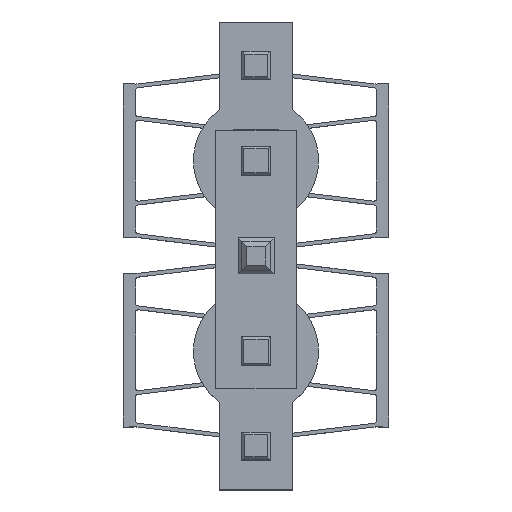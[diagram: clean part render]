
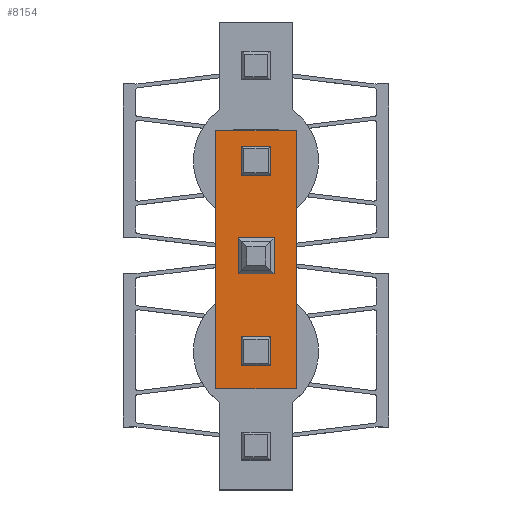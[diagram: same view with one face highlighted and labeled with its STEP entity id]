
A CAD part, top view. The second image highlights one B-rep face of the part: STEP entity #8154.
In plain terms, the highlighted planar face has unit normal (0, 0, 1).
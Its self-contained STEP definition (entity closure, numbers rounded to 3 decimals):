
#66=FACE_BOUND('',#1246,.T.);
#67=FACE_BOUND('',#1247,.T.);
#68=FACE_BOUND('',#1248,.T.);
#790=FACE_OUTER_BOUND('',#1245,.T.);
#1245=EDGE_LOOP('',(#7307,#7308,#7309,#7310));
#1246=EDGE_LOOP('',(#7311,#7312,#7313,#7314));
#1247=EDGE_LOOP('',(#7315,#7316,#7317,#7318));
#1248=EDGE_LOOP('',(#7319,#7320,#7321,#7322));
#2151=LINE('',#13296,#3103);
#2157=LINE('',#13307,#3109);
#2158=LINE('',#13310,#3110);
#2161=LINE('',#13315,#3113);
#2168=LINE('',#13330,#3120);
#2169=LINE('',#13332,#3121);
#2170=LINE('',#13334,#3122);
#2171=LINE('',#13335,#3123);
#2172=LINE('',#13338,#3124);
#2173=LINE('',#13340,#3125);
#2174=LINE('',#13342,#3126);
#2175=LINE('',#13343,#3127);
#2176=LINE('',#13346,#3128);
#2177=LINE('',#13348,#3129);
#2178=LINE('',#13350,#3130);
#2179=LINE('',#13351,#3131);
#3103=VECTOR('',#10952,10.);
#3109=VECTOR('',#10960,10.);
#3110=VECTOR('',#10963,10.);
#3113=VECTOR('',#10968,10.);
#3120=VECTOR('',#10981,10.);
#3121=VECTOR('',#10982,10.);
#3122=VECTOR('',#10983,10.);
#3123=VECTOR('',#10984,10.);
#3124=VECTOR('',#10985,10.);
#3125=VECTOR('',#10986,10.);
#3126=VECTOR('',#10987,10.);
#3127=VECTOR('',#10988,10.);
#3128=VECTOR('',#10989,10.);
#3129=VECTOR('',#10990,10.);
#3130=VECTOR('',#10991,10.);
#3131=VECTOR('',#10992,10.);
#3891=VERTEX_POINT('',#13294);
#3892=VERTEX_POINT('',#13295);
#3896=VERTEX_POINT('',#13305);
#3897=VERTEX_POINT('',#13309);
#3902=VERTEX_POINT('',#13328);
#3903=VERTEX_POINT('',#13329);
#3904=VERTEX_POINT('',#13331);
#3905=VERTEX_POINT('',#13333);
#3906=VERTEX_POINT('',#13336);
#3907=VERTEX_POINT('',#13337);
#3908=VERTEX_POINT('',#13339);
#3909=VERTEX_POINT('',#13341);
#3910=VERTEX_POINT('',#13344);
#3911=VERTEX_POINT('',#13345);
#3912=VERTEX_POINT('',#13347);
#3913=VERTEX_POINT('',#13349);
#5027=EDGE_CURVE('',#3891,#3892,#2151,.T.);
#5033=EDGE_CURVE('',#3896,#3891,#2157,.T.);
#5034=EDGE_CURVE('',#3897,#3896,#2158,.T.);
#5037=EDGE_CURVE('',#3892,#3897,#2161,.T.);
#5044=EDGE_CURVE('',#3902,#3903,#2168,.T.);
#5045=EDGE_CURVE('',#3903,#3904,#2169,.T.);
#5046=EDGE_CURVE('',#3904,#3905,#2170,.T.);
#5047=EDGE_CURVE('',#3905,#3902,#2171,.T.);
#5048=EDGE_CURVE('',#3906,#3907,#2172,.T.);
#5049=EDGE_CURVE('',#3907,#3908,#2173,.T.);
#5050=EDGE_CURVE('',#3908,#3909,#2174,.T.);
#5051=EDGE_CURVE('',#3909,#3906,#2175,.T.);
#5052=EDGE_CURVE('',#3910,#3911,#2176,.T.);
#5053=EDGE_CURVE('',#3911,#3912,#2177,.T.);
#5054=EDGE_CURVE('',#3912,#3913,#2178,.T.);
#5055=EDGE_CURVE('',#3913,#3910,#2179,.T.);
#7307=ORIENTED_EDGE('',*,*,#5044,.T.);
#7308=ORIENTED_EDGE('',*,*,#5045,.T.);
#7309=ORIENTED_EDGE('',*,*,#5046,.T.);
#7310=ORIENTED_EDGE('',*,*,#5047,.T.);
#7311=ORIENTED_EDGE('',*,*,#5048,.T.);
#7312=ORIENTED_EDGE('',*,*,#5049,.T.);
#7313=ORIENTED_EDGE('',*,*,#5050,.T.);
#7314=ORIENTED_EDGE('',*,*,#5051,.T.);
#7315=ORIENTED_EDGE('',*,*,#5052,.T.);
#7316=ORIENTED_EDGE('',*,*,#5053,.T.);
#7317=ORIENTED_EDGE('',*,*,#5054,.T.);
#7318=ORIENTED_EDGE('',*,*,#5055,.T.);
#7319=ORIENTED_EDGE('',*,*,#5027,.F.);
#7320=ORIENTED_EDGE('',*,*,#5033,.F.);
#7321=ORIENTED_EDGE('',*,*,#5034,.F.);
#7322=ORIENTED_EDGE('',*,*,#5037,.F.);
#7730=PLANE('',#8826);
#8154=ADVANCED_FACE('',(#790,#66,#67,#68),#7730,.T.);
#8826=AXIS2_PLACEMENT_3D('',#13327,#10979,#10980);
#10952=DIRECTION('',(-1.,0.,0.));
#10960=DIRECTION('',(0.,1.,0.));
#10963=DIRECTION('',(1.,0.,0.));
#10968=DIRECTION('',(0.,-1.,0.));
#10979=DIRECTION('center_axis',(0.,0.,1.));
#10980=DIRECTION('ref_axis',(1.,0.,0.));
#10981=DIRECTION('',(1.,0.,0.));
#10982=DIRECTION('',(0.,1.,0.));
#10983=DIRECTION('',(-1.,0.,0.));
#10984=DIRECTION('',(0.,-1.,0.));
#10985=DIRECTION('',(1.,0.,0.));
#10986=DIRECTION('',(0.,-1.,0.));
#10987=DIRECTION('',(-1.,0.,0.));
#10988=DIRECTION('',(0.,1.,0.));
#10989=DIRECTION('',(-1.,0.,0.));
#10990=DIRECTION('',(0.,1.,0.));
#10991=DIRECTION('',(1.,0.,0.));
#10992=DIRECTION('',(0.,-1.,0.));
#13294=CARTESIAN_POINT('',(7.244,-30.817,33.));
#13295=CARTESIAN_POINT('',(-7.156,-30.817,33.));
#13296=CARTESIAN_POINT('',(2.872,-30.817,33.));
#13305=CARTESIAN_POINT('',(7.244,-45.217,33.));
#13307=CARTESIAN_POINT('',(7.244,-41.645,33.));
#13309=CARTESIAN_POINT('',(-7.156,-45.217,33.));
#13310=CARTESIAN_POINT('',(-2.828,-45.217,33.));
#13315=CARTESIAN_POINT('',(-7.156,-35.945,33.));
#13327=CARTESIAN_POINT('Origin',(0.,-39.572,33.));
#13328=CARTESIAN_POINT('',(-16.129,-91.073,33.));
#13329=CARTESIAN_POINT('',(16.129,-91.073,33.));
#13330=CARTESIAN_POINT('',(16.129,-91.073,33.));
#13331=CARTESIAN_POINT('',(16.129,11.929,33.));
#13332=CARTESIAN_POINT('',(16.129,11.929,33.));
#13333=CARTESIAN_POINT('',(-16.129,11.929,33.));
#13334=CARTESIAN_POINT('',(-16.129,11.929,33.));
#13335=CARTESIAN_POINT('',(-16.129,-91.073,33.));
#13336=CARTESIAN_POINT('',(-5.8,-70.234,33.));
#13337=CARTESIAN_POINT('',(5.8,-70.234,33.));
#13338=CARTESIAN_POINT('',(-5.8,-70.234,33.));
#13339=CARTESIAN_POINT('',(5.8,-81.834,33.));
#13340=CARTESIAN_POINT('',(5.8,-70.234,33.));
#13341=CARTESIAN_POINT('',(-5.8,-81.834,33.));
#13342=CARTESIAN_POINT('',(5.8,-81.834,33.));
#13343=CARTESIAN_POINT('',(-5.8,-81.834,33.));
#13344=CARTESIAN_POINT('',(5.8,-5.8,33.));
#13345=CARTESIAN_POINT('',(-5.8,-5.8,33.));
#13346=CARTESIAN_POINT('',(-5.8,-5.8,33.));
#13347=CARTESIAN_POINT('',(-5.8,5.8,33.));
#13348=CARTESIAN_POINT('',(-5.8,5.8,33.));
#13349=CARTESIAN_POINT('',(5.8,5.8,33.));
#13350=CARTESIAN_POINT('',(5.8,5.8,33.));
#13351=CARTESIAN_POINT('',(5.8,-5.8,33.));
